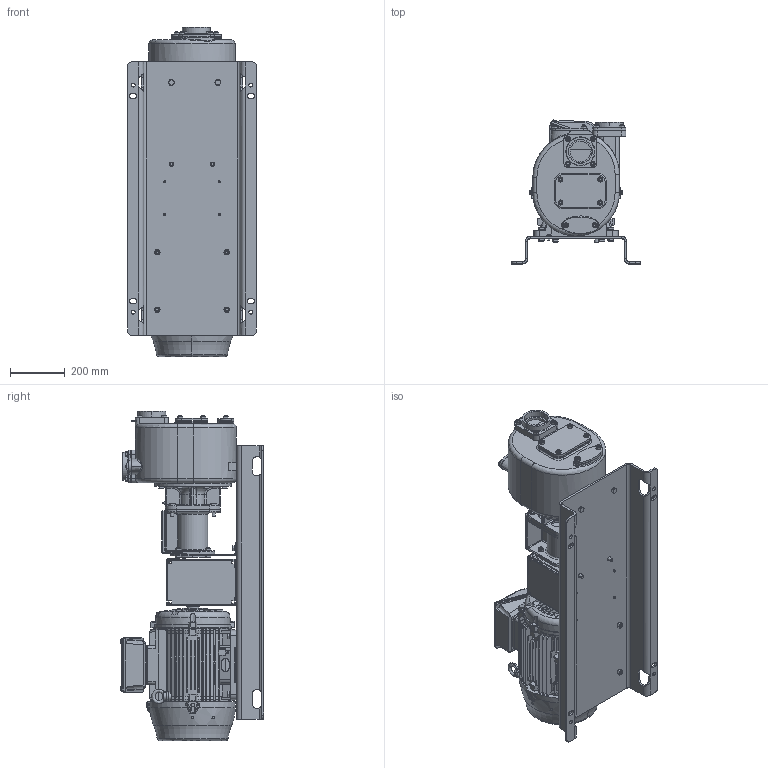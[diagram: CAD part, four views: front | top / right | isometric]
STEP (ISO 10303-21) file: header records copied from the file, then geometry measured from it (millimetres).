
FILE_DESCRIPTION((''),'2;1');
FILE_NAME('S_88_K_BIT_SW0001','2016-06-06T',('Nicola'),(''),'CREO PARAMETRIC BY PTC INC, 2015290','CREO PARAMETRIC BY PTC INC, 2015290','');
FILE_SCHEMA(('CONFIG_CONTROL_DESIGN'));
Products named in the file (1): S_88_K_BIT_SW0001
Bounding box: 470 x 526.26 x 1202.85 mm (x, y, z)
Volume: 66718171.6 mm3; surface area: 4255167 mm2
Topology: 3 solids, 3 shells, 5520 faces, 14161 edges, 8907 vertices
Faces by surface type: plane 2530, cylinder 1565, cone 988, bspline 263, torus 136, sphere 14, revolution 12, extrusion 12
Entity records: 221346 total; most frequent: CARTESIAN_POINT 89724, ORIENTED_EDGE 28268, DIRECTION 26074, EDGE_CURVE 14134, AXIS2_PLACEMENT_3D 9479, VERTEX_POINT 8907, VECTOR 7104, LINE 7092
